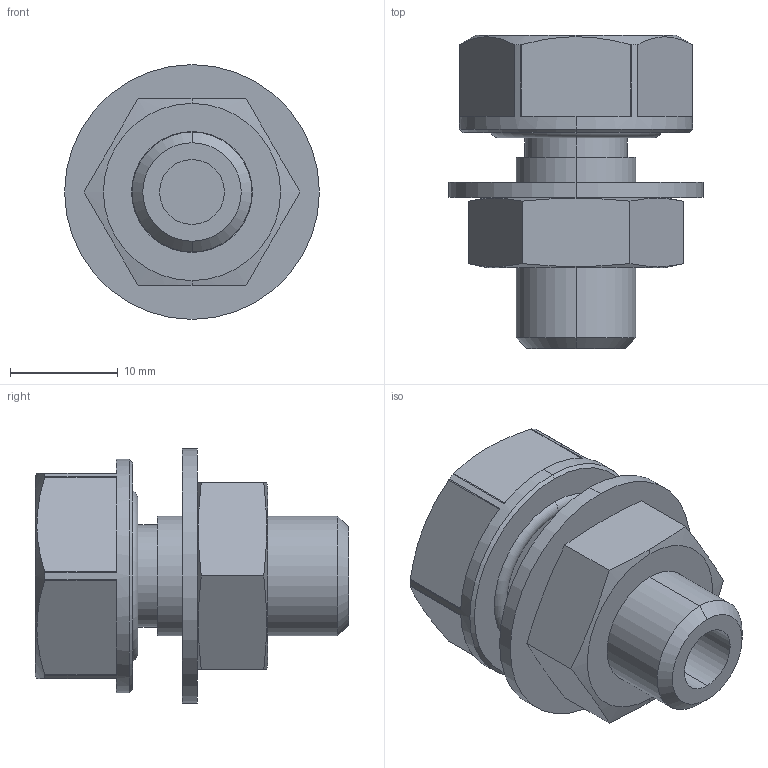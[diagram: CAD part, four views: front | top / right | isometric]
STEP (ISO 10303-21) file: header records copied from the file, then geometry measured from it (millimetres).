
FILE_DESCRIPTION (( 'STEP AP203' ), '1' );
FILE_NAME ('13020302-0716.STEP', '2023-10-04T05:02:33', ( '' ), ( '' ), 'SwSTEP 2.0', 'SolidWorks 2022', '' );
FILE_SCHEMA (( 'CONFIG_CONTROL_DESIGN' ));
Length unit declared in the file: millimetre
Products named in the file (1): 13020302-0716
Bounding box: 23.6 x 29 x 23.6 mm (x, y, z)
Volume: 5677.7 mm3; surface area: 4135 mm2
Topology: 3 solids, 3 shells, 75 faces, 188 edges, 124 vertices
Faces by surface type: plane 35, cylinder 26, cone 12, torus 2
Entity records: 2473 total; most frequent: CARTESIAN_POINT 608, ORIENTED_EDGE 376, DIRECTION 366, EDGE_CURVE 188, AXIS2_PLACEMENT_3D 146, VERTEX_POINT 124, EDGE_LOOP 84, FACE_OUTER_BOUND 75
